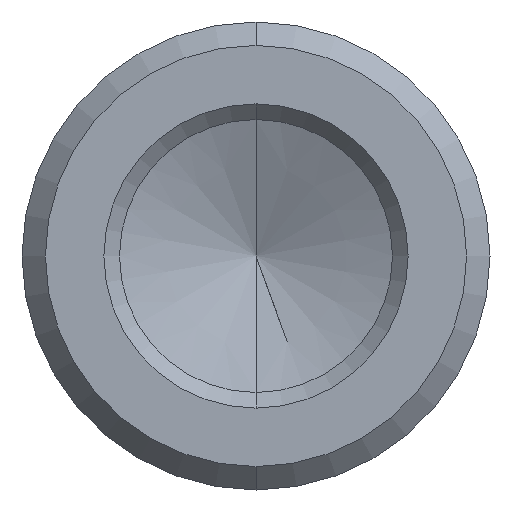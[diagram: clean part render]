
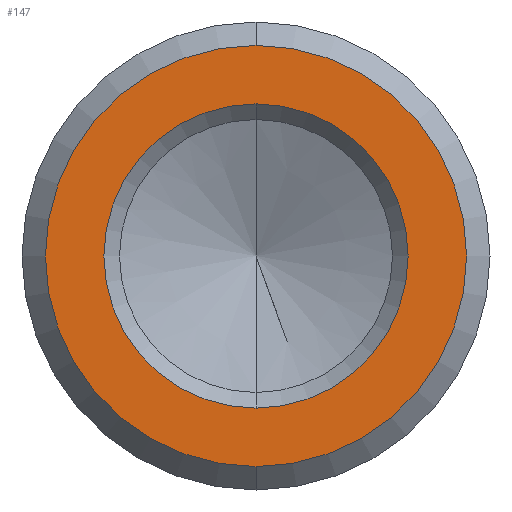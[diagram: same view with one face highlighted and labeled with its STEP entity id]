
A CAD part, front view. The second image highlights one B-rep face of the part: STEP entity #147.
In plain terms, the highlighted planar face has unit normal (0, -1, 0).
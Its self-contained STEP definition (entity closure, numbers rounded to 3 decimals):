
#1 = ORIENTED_EDGE ( 'NONE', *, *, #4, .T. ) ;
#4 = EDGE_CURVE ( 'NONE', #122, #124, #271, .T. ) ;
#6 = ORIENTED_EDGE ( 'NONE', *, *, #125, .T. ) ;
#122 = VERTEX_POINT ( 'NONE', #403 ) ;
#124 = VERTEX_POINT ( 'NONE', #457 ) ;
#125 = EDGE_CURVE ( 'NONE', #124, #122, #456, .T. ) ;
#134 = VERTEX_POINT ( 'NONE', #433 ) ;
#146 = EDGE_LOOP ( 'NONE', ( #149, #151 ) ) ;
#147 = ADVANCED_FACE ( 'NONE', ( #474, #473 ), #472, .T. ) ;
#148 = EDGE_LOOP ( 'NONE', ( #1, #6 ) ) ;
#149 = ORIENTED_EDGE ( 'NONE', *, *, #150, .F. ) ;
#150 = EDGE_CURVE ( 'NONE', #156, #134, #467, .T. ) ;
#151 = ORIENTED_EDGE ( 'NONE', *, *, #155, .F. ) ;
#155 = EDGE_CURVE ( 'NONE', #134, #156, #519, .T. ) ;
#156 = VERTEX_POINT ( 'NONE', #509 ) ;
#267 = DIRECTION ( 'NONE',  ( 0., 0., -1. ) ) ;
#268 = DIRECTION ( 'NONE',  ( 0., -1., 0. ) ) ;
#269 = CARTESIAN_POINT ( 'NONE',  ( 0., 0., 0. ) ) ;
#270 = AXIS2_PLACEMENT_3D ( 'NONE', #269, #268, #267 ) ;
#271 = CIRCLE ( 'NONE', #270, 2.7 ) ;
#403 = CARTESIAN_POINT ( 'NONE',  ( 0., 0., 2.7 ) ) ;
#433 = CARTESIAN_POINT ( 'NONE',  ( 0., 0., 1.95 ) ) ;
#452 = DIRECTION ( 'NONE',  ( 0., 0., -1. ) ) ;
#453 = DIRECTION ( 'NONE',  ( 0., -1., 0. ) ) ;
#454 = CARTESIAN_POINT ( 'NONE',  ( 0., 0., 0. ) ) ;
#455 = AXIS2_PLACEMENT_3D ( 'NONE', #454, #453, #452 ) ;
#456 = CIRCLE ( 'NONE', #455, 2.7 ) ;
#457 = CARTESIAN_POINT ( 'NONE',  ( 0., 0., -2.7 ) ) ;
#463 = DIRECTION ( 'NONE',  ( 0., 0., -1. ) ) ;
#464 = DIRECTION ( 'NONE',  ( 0., -1., 0. ) ) ;
#465 = CARTESIAN_POINT ( 'NONE',  ( 0., 0., 0. ) ) ;
#466 = AXIS2_PLACEMENT_3D ( 'NONE', #465, #464, #463 ) ;
#467 = CIRCLE ( 'NONE', #466, 1.95 ) ;
#468 = DIRECTION ( 'NONE',  ( 0., 0., -1. ) ) ;
#469 = DIRECTION ( 'NONE',  ( 0., -1., 0. ) ) ;
#470 = CARTESIAN_POINT ( 'NONE',  ( 2.7, 0., 0. ) ) ;
#471 = AXIS2_PLACEMENT_3D ( 'NONE', #470, #469, #468 ) ;
#472 = PLANE ( 'NONE',  #471 ) ;
#473 = FACE_OUTER_BOUND ( 'NONE', #148, .T. ) ;
#474 = FACE_BOUND ( 'NONE', #146, .T. ) ;
#509 = CARTESIAN_POINT ( 'NONE',  ( 0., 0., -1.95 ) ) ;
#510 = DIRECTION ( 'NONE',  ( 0., 0., -1. ) ) ;
#511 = DIRECTION ( 'NONE',  ( 0., -1., 0. ) ) ;
#512 = CARTESIAN_POINT ( 'NONE',  ( 0., 0., 0. ) ) ;
#513 = AXIS2_PLACEMENT_3D ( 'NONE', #512, #511, #510 ) ;
#519 = CIRCLE ( 'NONE', #513, 1.95 ) ;
